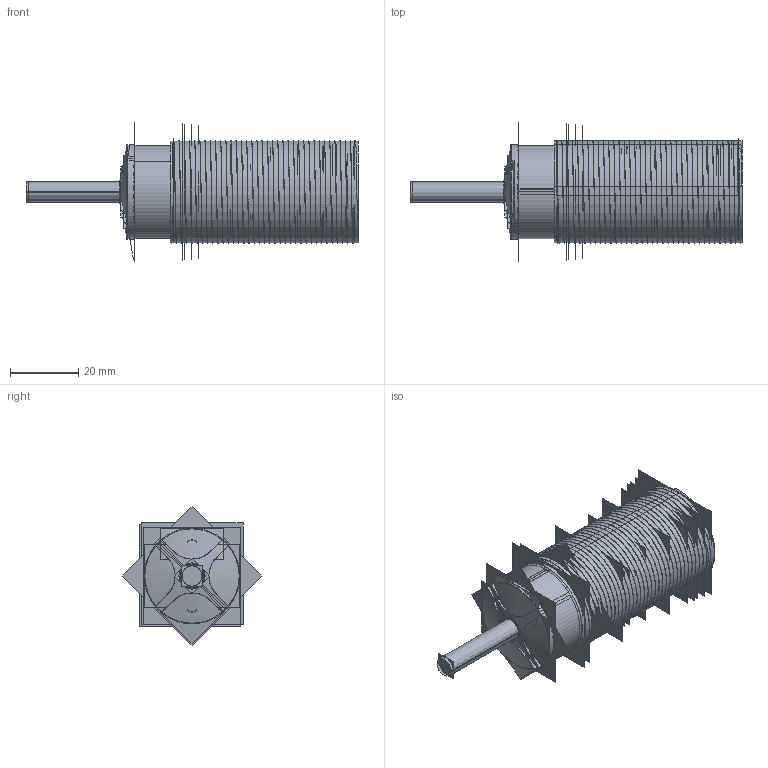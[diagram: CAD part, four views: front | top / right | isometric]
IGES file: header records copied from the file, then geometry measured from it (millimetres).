
Start section:  PTC IGES file: 156672.igs
Global section: file name: 156672.igs; native system: Creo Parametric by Parametric Technology Corporation; preprocessor: 2013230; author: PDMAdmin; organization: Unknown; date: 20160407.134844; units: millimetre
Bounding box: 97.44 x 40.72 x 40.72 mm (x, y, z)
Volume: 26370.3 mm3; surface area: 495874.3 mm2
Topology: 10 solids, 12 shells, 1170 faces, 6808 edges, 9192 vertices
Faces by surface type: bspline 694, revolution 476
